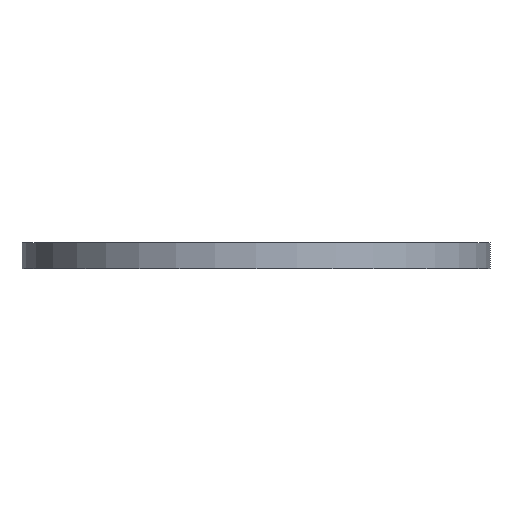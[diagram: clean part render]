
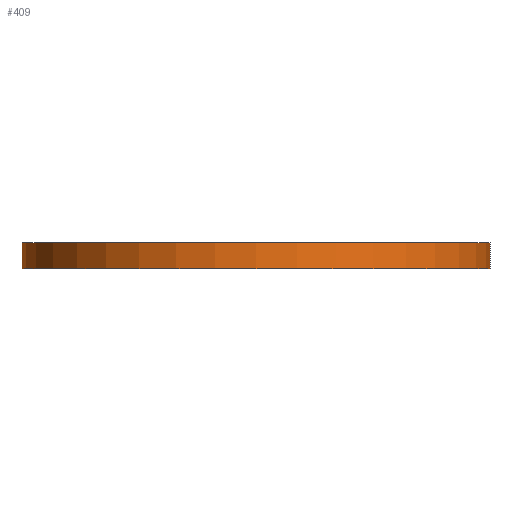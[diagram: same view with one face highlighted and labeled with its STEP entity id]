
A CAD part, front view. The second image highlights one B-rep face of the part: STEP entity #409.
In plain terms, the highlighted cylindrical face has radius 27 mm (diameter 54 mm), a full revolution.
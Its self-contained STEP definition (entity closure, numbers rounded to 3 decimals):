
#29=CIRCLE('',#449,27.);
#30=CIRCLE('',#450,27.);
#35=CYLINDRICAL_SURFACE('',#448,27.);
#66=FACE_OUTER_BOUND('',#87,.T.);
#87=EDGE_LOOP('',(#343,#344,#345,#346));
#130=LINE('',#1375,#165);
#165=VECTOR('',#537,27.);
#212=VERTEX_POINT('',#1372);
#213=VERTEX_POINT('',#1374);
#268=EDGE_CURVE('',#212,#212,#29,.T.);
#269=EDGE_CURVE('',#212,#213,#130,.T.);
#270=EDGE_CURVE('',#213,#213,#30,.T.);
#343=ORIENTED_EDGE('',*,*,#268,.F.);
#344=ORIENTED_EDGE('',*,*,#269,.T.);
#345=ORIENTED_EDGE('',*,*,#270,.T.);
#346=ORIENTED_EDGE('',*,*,#269,.F.);
#409=ADVANCED_FACE('',(#66),#35,.T.);
#448=AXIS2_PLACEMENT_3D('',#1371,#533,#534);
#449=AXIS2_PLACEMENT_3D('',#1373,#535,#536);
#450=AXIS2_PLACEMENT_3D('',#1376,#538,#539);
#533=DIRECTION('center_axis',(0.,0.,1.));
#534=DIRECTION('ref_axis',(1.,0.,0.));
#535=DIRECTION('center_axis',(0.,0.,1.));
#536=DIRECTION('ref_axis',(1.,0.,0.));
#537=DIRECTION('',(0.,0.,-1.));
#538=DIRECTION('center_axis',(0.,0.,1.));
#539=DIRECTION('ref_axis',(1.,0.,0.));
#1371=CARTESIAN_POINT('Origin',(0.,0.,0.));
#1372=CARTESIAN_POINT('',(-27.,0.,3.));
#1373=CARTESIAN_POINT('Origin',(0.,0.,3.));
#1374=CARTESIAN_POINT('',(-27.,0.,0.));
#1375=CARTESIAN_POINT('',(-27.,0.,0.));
#1376=CARTESIAN_POINT('Origin',(0.,0.,0.));
